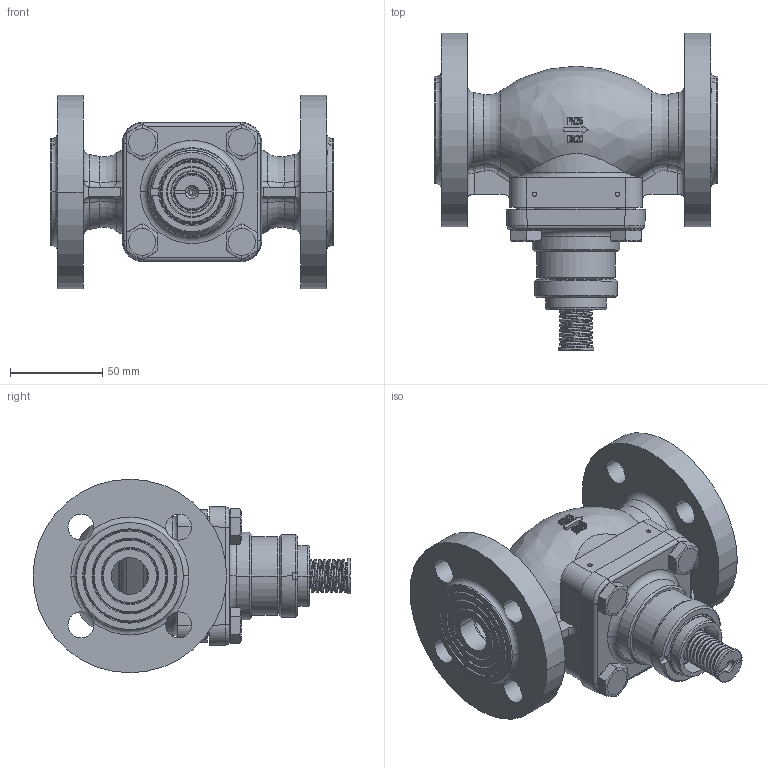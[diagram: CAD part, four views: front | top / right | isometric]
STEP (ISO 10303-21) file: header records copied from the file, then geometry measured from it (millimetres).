
FILE_DESCRIPTION((''),'2;1');
FILE_NAME('065B0781','2015-02-26T',('u317927'),('Danfoss'),'PRO/ENGINEER BY PARAMETRIC TECHNOLOGY CORPORATION, 2014000','PRO/ENGINEER BY PARAMETRIC TECHNOLOGY CORPORATION, 2014000','');
FILE_SCHEMA(('CONFIG_CONTROL_DESIGN'));
Length unit declared in the file: millimetre
Products named in the file (1): 065B0781
Bounding box: 154 x 172.4 x 105 mm (x, y, z)
Volume: 578116.5 mm3; surface area: 139299.7 mm2
Topology: 2 solids, 2 shells, 1091 faces, 2813 edges, 1783 vertices
Faces by surface type: plane 626, cylinder 215, cone 94, torus 85, bspline 63, sphere 8
Entity records: 44824 total; most frequent: CARTESIAN_POINT 18879, ORIENTED_EDGE 5618, DIRECTION 5127, EDGE_CURVE 2809, AXIS2_PLACEMENT_3D 1887, VERTEX_POINT 1783, VECTOR 1353, LINE 1353
